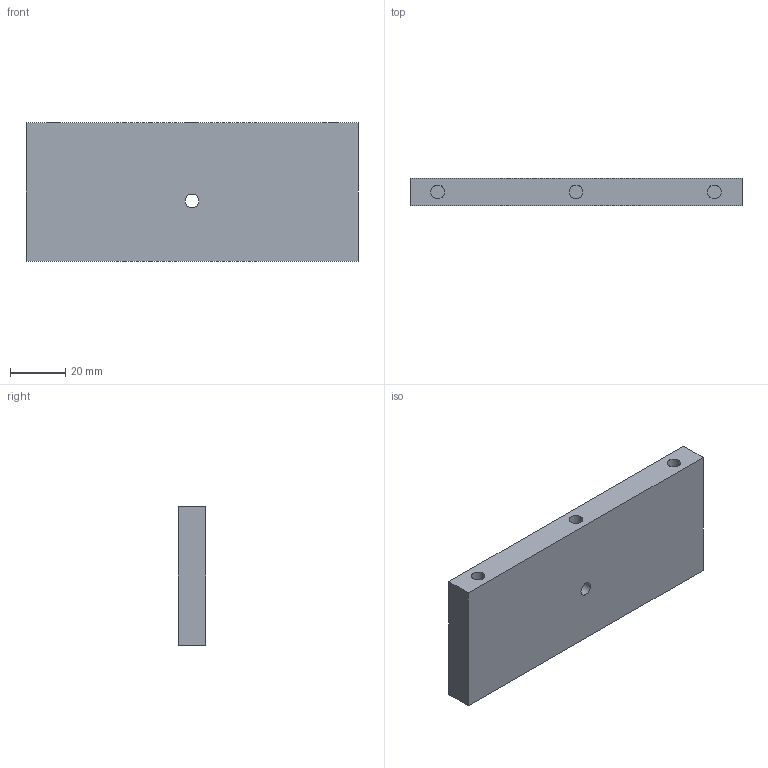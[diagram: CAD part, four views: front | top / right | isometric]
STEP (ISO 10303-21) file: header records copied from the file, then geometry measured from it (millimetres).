
FILE_DESCRIPTION(/* description */ (''),/* implementation_level */ '2;1');
FILE_NAME(/* name */ 'Base.stp',/* time_stamp */ '2023-09-07T13:46:42+09:00',/* author */ ('syoshida'),/* organization */ (''),/* preprocessor_version */ 'ST-DEVELOPER v19.2',/* originating_system */ 'Autodesk Inventor 2024',/* authorisation */ '');
FILE_SCHEMA (('AUTOMOTIVE_DESIGN { 1 0 10303 214 3 1 1 }'));
Length unit declared in the file: millimetre
Products named in the file (1): DMD治具
Bounding box: 120 x 10 x 50 mm (x, y, z)
Volume: 58836 mm3; surface area: 16308.9 mm2
Topology: 1 solids, 1 shells, 13 faces, 24 edges, 16 vertices
Faces by surface type: plane 9, cylinder 4
Full cylindrical faces by diameter (mm): 4.917 x4
Entity records: 373 total; most frequent: DIRECTION 60, CARTESIAN_POINT 54, ORIENTED_EDGE 48, EDGE_CURVE 24, AXIS2_PLACEMENT_3D 22, EDGE_LOOP 18, LINE 16, VECTOR 16
